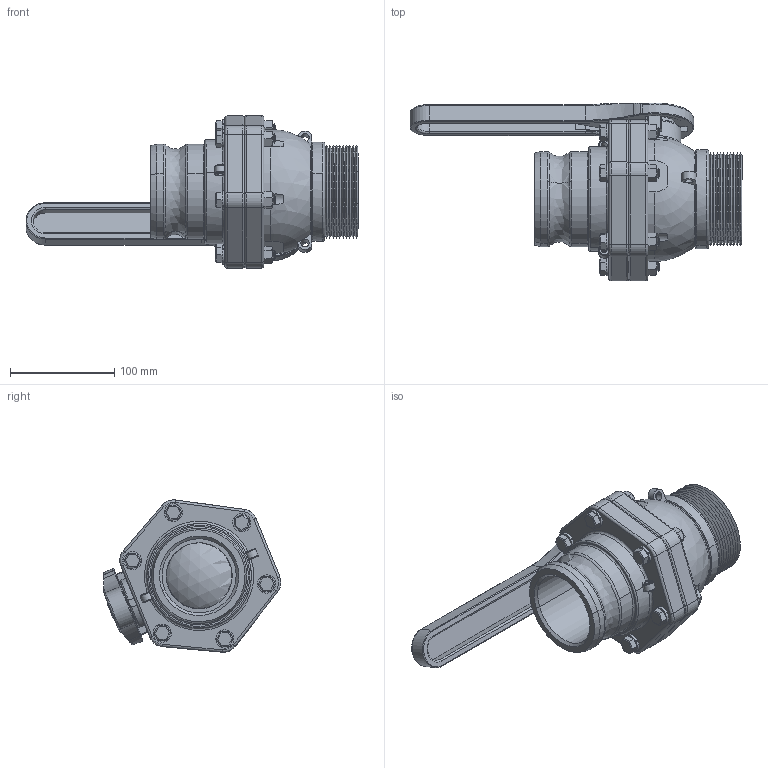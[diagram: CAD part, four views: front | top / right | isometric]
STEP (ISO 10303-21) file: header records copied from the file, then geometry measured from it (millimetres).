
FILE_DESCRIPTION((''),'2;1');
FILE_NAME('vsfmt300.stp','2013-06-05T14:01:04',(''),(''),'Mechanical Desktop 2009','Mechanical Desktop 2009',', , ');
FILE_SCHEMA(('AUTOMOTIVE_DESIGN { 1 2 10303 214 1 1 1 1 }'));
Length unit declared in the file: inch
Products named in the file (31): VSFMT300; VSF30264; PART1AAAA; VSMT30254; PART1AAAAAAAAA; VS30258; PART1; V20018; V20018A; V20019; V20019A; V25163; V25163A; V25163|AVE_RENDER; V25163|AVE_GLOBAL; V25160; PART1AA; V25153; PART1AAAAAAAA; V25121; PART1AAA; V25020; V25020A; VS25151B; PART1AAAAAAA; V30265; PART1AAAAA; VS30255; PART1AAAAAA; V20010SS; PART1A
Assembly tree (44 placements, depth 3):
  VSFMT300
    VSF30264
      PART1AAAA
    VSMT30254
      PART1AAAAAAAAA
    VS30258  x2
      PART1
    V20018  x6
      V20018A
    V20019  x6
      V20019A
    V25163
      V25163A
    V25160
      PART1AA
    V25153
      PART1AAAAAAAA
    V25121
      PART1AAA
    V25020
      V25020A
    VS25151B
      PART1AAAAAAA
    V30265
      PART1AAAAA
    VS30255
      PART1AAAAAA
    V20010SS  x6
      PART1A
  V25163|AVE_RENDER
  V25163|AVE_GLOBAL
Bounding box: 318.64 x 170.79 x 146.28 mm (x, y, z)
Volume: 1307975.5 mm3; surface area: 317859.2 mm2
Topology: 30 solids, 30 shells, 1399 faces, 3076 edges, 1742 vertices
Faces by surface type: cone 614, cylinder 366, plane 304, torus 69, bspline 27, sphere 19
Entity records: 23183 total; most frequent: CARTESIAN_POINT 5927, DIRECTION 3879, ORIENTED_EDGE 3284, EDGE_CURVE 1642, AXIS2_PLACEMENT_3D 1592, VERTEX_POINT 985, CIRCLE 818, EDGE_LOOP 791
